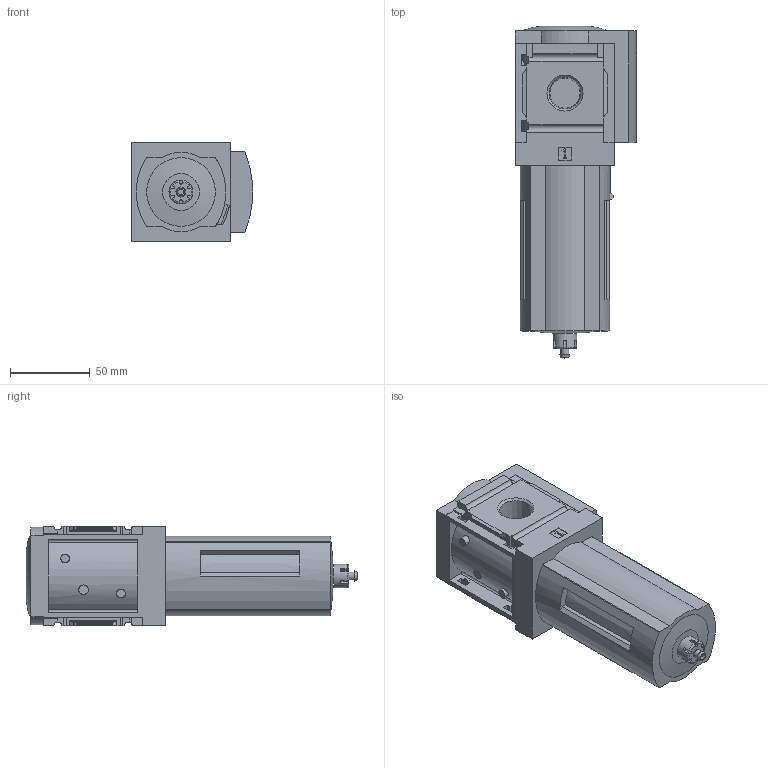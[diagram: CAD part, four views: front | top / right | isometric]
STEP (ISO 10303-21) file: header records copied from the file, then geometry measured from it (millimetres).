
FILE_DESCRIPTION(/* description */ ('STEP AP214'),/* implementation_level */ '2;1');
FILE_NAME(/* name */ '531520_MS6N-LF-1_2-ERM',/* time_stamp */ '2024-09-11T13:57:11+02:00',/* author */ ('License CC BY-ND 4.0'),/* organization */ ('CADENAS'),/* preprocessor_version */ 'ST-DEVELOPER v19.3',/* originating_system */ 'PARTsolutions',/* authorisation */ ' ');
FILE_SCHEMA (('AUTOMOTIVE_DESIGN {1 0 10303 214 3 1 1}'));
Length unit declared in the file: millimetre
Products named in the file (3): 531520 MS6N-LF-1/2-ERM; 527669 MS6N-LF-1/2-E--R-M0D; KOND MS6-1-1
Assembly tree (2 placements, depth 2):
  531520 MS6N-LF-1/2-ERM
    527669 MS6N-LF-1/2-E--R-M0D
    KOND MS6-1-1
Bounding box: 75.8 x 207.8 x 62 mm (x, y, z)
Volume: 569036.2 mm3; surface area: 57727.5 mm2
Topology: 2 solids, 2 shells, 255 faces, 699 edges, 463 vertices
Faces by surface type: plane 187, cylinder 49, torus 9, cone 9, sphere 1
Full cylindrical faces by diameter (mm): 3.8 x1, 5 x1, 5.5 x2, 10 x1, 15 x1
Entity records: 9586 total; most frequent: CARTESIAN_POINT 1479, ORIENTED_EDGE 1364, DIRECTION 1336, EDGE_CURVE 682, LINE 508, VECTOR 508, VERTEX_POINT 459, AXIS2_PLACEMENT_3D 414
